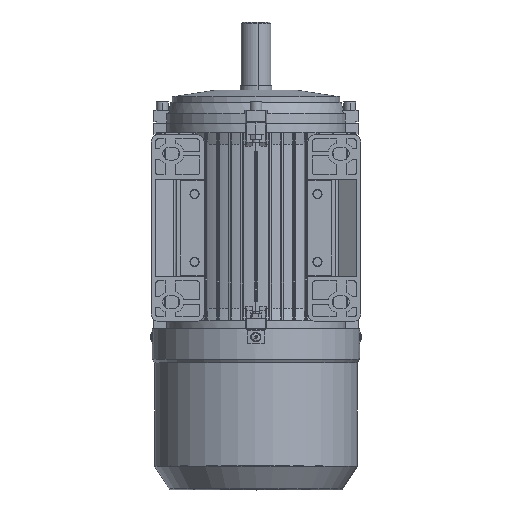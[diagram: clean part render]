
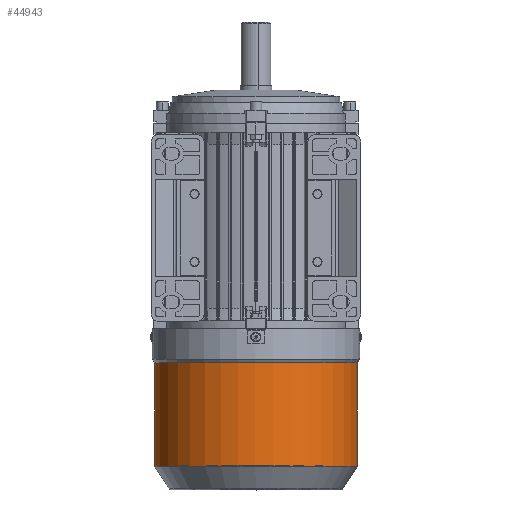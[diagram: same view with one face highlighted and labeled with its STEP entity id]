
A CAD part, top view. The second image highlights one B-rep face of the part: STEP entity #44943.
In plain terms, the highlighted cylindrical face has radius 95.75 mm (diameter 191.5 mm), a partial arc.
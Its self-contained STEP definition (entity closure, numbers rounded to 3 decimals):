
#44518 = ORIENTED_EDGE ( 'NONE', *, *, #45007, .F. ) ;
#44798 = ORIENTED_EDGE ( 'NONE', *, *, #44926, .F. ) ;
#44801 = ORIENTED_EDGE ( 'NONE', *, *, #44940, .T. ) ;
#44924 = EDGE_LOOP ( 'NONE', ( #44930, #44801, #44798, #44518 ) ) ;
#44926 = EDGE_CURVE ( 'NONE', #44938, #44933, #87610, .T. ) ;
#44929 = VERTEX_POINT ( 'NONE', #87753 ) ;
#44930 = ORIENTED_EDGE ( 'NONE', *, *, #44936, .T. ) ;
#44933 = VERTEX_POINT ( 'NONE', #87751 ) ;
#44935 = VERTEX_POINT ( 'NONE', #87750 ) ;
#44936 = EDGE_CURVE ( 'NONE', #44929, #44935, #87744, .T. ) ;
#44938 = VERTEX_POINT ( 'NONE', #87736 ) ;
#44940 = EDGE_CURVE ( 'NONE', #44935, #44933, #87732, .T. ) ;
#44943 = ADVANCED_FACE ( 'NONE', ( #87724 ), #87723, .T. ) ;
#45007 = EDGE_CURVE ( 'NONE', #44929, #44938, #88115, .T. ) ;
#87610 = CIRCLE ( 'NONE', #87760, 95.75 ) ;
#87711 = DIRECTION ( 'NONE',  ( 0., 0., -1. ) ) ;
#87713 = DIRECTION ( 'NONE',  ( 1., 0., 0. ) ) ;
#87715 = CARTESIAN_POINT ( 'NONE',  ( 0., 0., 0. ) ) ;
#87716 = AXIS2_PLACEMENT_3D ( 'NONE', #87715, #87713, #87711 ) ;
#87723 = CYLINDRICAL_SURFACE ( 'NONE', #87716, 95.75 ) ;
#87724 = FACE_OUTER_BOUND ( 'NONE', #44924, .T. ) ;
#87726 = DIRECTION ( 'NONE',  ( 1., 0., 0. ) ) ;
#87728 = VECTOR ( 'NONE', #87726, 1000. ) ;
#87730 = CARTESIAN_POINT ( 'NONE',  ( 0., 0., 95.75 ) ) ;
#87732 = LINE ( 'NONE', #87730, #87728 ) ;
#87736 = CARTESIAN_POINT ( 'NONE',  ( -20.246, 0., -95.75 ) ) ;
#87737 = DIRECTION ( 'NONE',  ( 0., 0., -1. ) ) ;
#87739 = DIRECTION ( 'NONE',  ( 1., 0., 0. ) ) ;
#87741 = CARTESIAN_POINT ( 'NONE',  ( -117.92, 0., 0. ) ) ;
#87743 = AXIS2_PLACEMENT_3D ( 'NONE', #87741, #87739, #87737 ) ;
#87744 = CIRCLE ( 'NONE', #87743, 95.75 ) ;
#87750 = CARTESIAN_POINT ( 'NONE',  ( -117.92, 0., 95.75 ) ) ;
#87751 = CARTESIAN_POINT ( 'NONE',  ( -20.246, 0., 95.75 ) ) ;
#87753 = CARTESIAN_POINT ( 'NONE',  ( -117.92, 0., -95.75 ) ) ;
#87755 = DIRECTION ( 'NONE',  ( 0., 0., -1. ) ) ;
#87757 = DIRECTION ( 'NONE',  ( 1., 0., 0. ) ) ;
#87759 = CARTESIAN_POINT ( 'NONE',  ( -20.246, 0., 0. ) ) ;
#87760 = AXIS2_PLACEMENT_3D ( 'NONE', #87759, #87757, #87755 ) ;
#88111 = DIRECTION ( 'NONE',  ( 1., 0., 0. ) ) ;
#88112 = VECTOR ( 'NONE', #88111, 1000. ) ;
#88113 = CARTESIAN_POINT ( 'NONE',  ( 0., 0., -95.75 ) ) ;
#88115 = LINE ( 'NONE', #88113, #88112 ) ;
